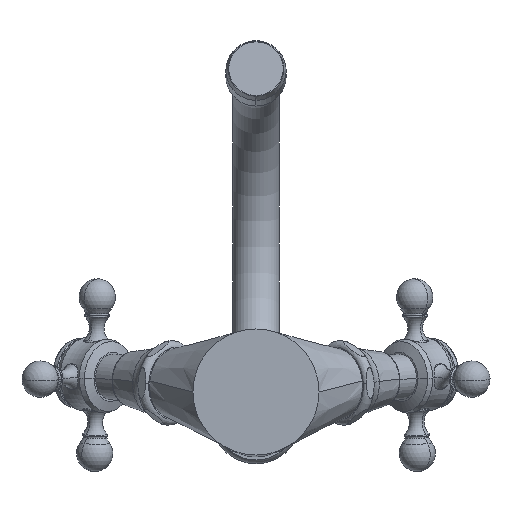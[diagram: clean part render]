
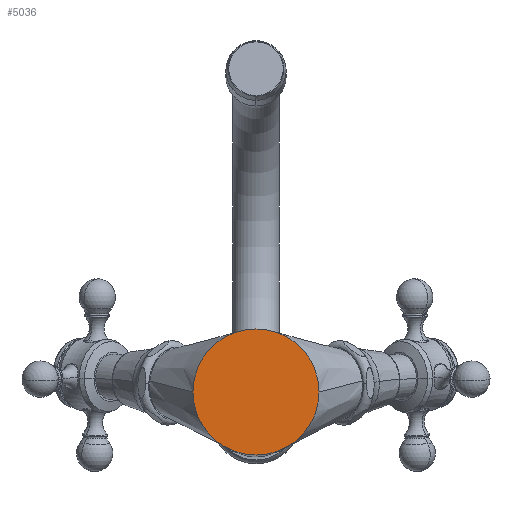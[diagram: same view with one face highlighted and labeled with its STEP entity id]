
A CAD part, front view. The second image highlights one B-rep face of the part: STEP entity #5036.
In plain terms, the highlighted planar face has unit normal (0, -1, 0).
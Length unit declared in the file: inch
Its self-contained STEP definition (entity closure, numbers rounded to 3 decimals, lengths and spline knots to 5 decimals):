
#1035=CARTESIAN_POINT('',(0.46438,0.,
-0.82875));
#1882=CARTESIAN_POINT('',(-0.95,0.,0.));
#1883=CARTESIAN_POINT('',(-0.95,0.,-0.12435));
#1884=CARTESIAN_POINT('',(-0.90052,0.,-0.37302));
#1885=CARTESIAN_POINT('',(-0.71045,0.,-0.65752));
#1886=CARTESIAN_POINT('',(-0.5401,0.,-0.78628));
#1887=CARTESIAN_POINT('',(-0.46422,0.,-0.82884));
#1892=CARTESIAN_POINT('',(0.,0.,
0.95));
#1893=CARTESIAN_POINT('',(-0.12436,0.,
0.95));
#1894=CARTESIAN_POINT('',(-0.37301,0.,
0.90053));
#1895=CARTESIAN_POINT('',(-0.68924,0.,
0.68924));
#1896=CARTESIAN_POINT('',(-0.90053,0.,
0.37301));
#1897=CARTESIAN_POINT('',(-0.95,0.,0.12435));
#1898=CARTESIAN_POINT('',(-0.95,0.,0.));
#1903=CARTESIAN_POINT('',(0.,0.,
0.95));
#1904=CARTESIAN_POINT('',(0.12435,0.,
0.95));
#1905=CARTESIAN_POINT('',(0.37301,0.,
0.90053));
#1906=CARTESIAN_POINT('',(0.68924,0.,
0.68924));
#1907=CARTESIAN_POINT('',(0.90053,0.,
0.37301));
#1908=CARTESIAN_POINT('',(0.95,0.,0.12435));
#1909=CARTESIAN_POINT('',(0.95,0.,0.));
#1914=CARTESIAN_POINT('',(0.95,0.,0.));
#1915=CARTESIAN_POINT('',(0.95,0.,-0.12435));
#1916=CARTESIAN_POINT('',(0.90052,0.,
-0.37302));
#1917=CARTESIAN_POINT('',(0.71047,0.,
-0.65748));
#1918=CARTESIAN_POINT('',(0.5402,0.,
-0.78621));
#1919=CARTESIAN_POINT('',(0.46438,0.,
-0.82875));
#1924=CARTESIAN_POINT('',(-0.46422,0.,-0.82884));
#1925=CARTESIAN_POINT('',(-0.438,0.,-0.84353));
#1926=CARTESIAN_POINT('',(-0.37233,0.,
-0.87634));
#1927=CARTESIAN_POINT('',(-0.26228,0.,
-0.91619));
#1928=CARTESIAN_POINT('',(-0.15518,0.,
-0.93905));
#1929=CARTESIAN_POINT('',(-0.06721,0.,
-0.9484));
#1930=CARTESIAN_POINT('',(0.,0.,
-0.9508));
#1931=CARTESIAN_POINT('',(0.06721,0.,
-0.9484));
#1932=CARTESIAN_POINT('',(0.15518,0.,
-0.93905));
#1933=CARTESIAN_POINT('',(0.26228,0.,
-0.91619));
#1934=CARTESIAN_POINT('',(0.37239,0.,
-0.87632));
#1935=CARTESIAN_POINT('',(0.43811,0.,
-0.84347));
#1936=CARTESIAN_POINT('',(0.46438,0.,
-0.82875));
#3355=VERTEX_POINT('',#1903);
#3356=VERTEX_POINT('',#1909);
#3361=VERTEX_POINT('',#1898);
#3362=VERTEX_POINT('',#1035);
#3383=VERTEX_POINT('',#1887);
#5021=CARTESIAN_POINT('',(0.,0.,0.));
#5022=DIRECTION('',(0.,1.,0.));
#5023=DIRECTION('',(-1.,0.,0.));
#5024=AXIS2_PLACEMENT_3D('',#5021,#5022,#5023);
#5025=PLANE('',#5024);
#5027=ORIENTED_EDGE('',*,*,#5026,.F.);
#5029=ORIENTED_EDGE('',*,*,#5028,.F.);
#5030=ORIENTED_EDGE('',*,*,#5015,.T.);
#5031=ORIENTED_EDGE('',*,*,#4570,.T.);
#5033=ORIENTED_EDGE('',*,*,#5032,.F.);
#5034=EDGE_LOOP('',(#5027,#5029,#5030,#5031,#5033));
#5035=FACE_OUTER_BOUND('',#5034,.F.);
#1888=B_SPLINE_CURVE_WITH_KNOTS('',3,(#1882,#1883,#1884,#1885,#1886,#1887),
.UNSPECIFIED.,.F.,.F.,(4,1,1,4),(0.,0.37043,0.74085,1.),
.UNSPECIFIED.);
#1899=B_SPLINE_CURVE_WITH_KNOTS('',3,(#1892,#1893,#1894,#1895,#1896,#1897,
#1898),.UNSPECIFIED.,.F.,.F.,(4,1,1,1,4),(0.,0.25,0.5,0.75,1.),
.UNSPECIFIED.);
#1910=B_SPLINE_CURVE_WITH_KNOTS('',3,(#1903,#1904,#1905,#1906,#1907,#1908,
#1909),.UNSPECIFIED.,.F.,.F.,(4,1,1,1,4),(0.,0.25,0.5,0.75,1.),
.UNSPECIFIED.);
#1920=B_SPLINE_CURVE_WITH_KNOTS('',3,(#1914,#1915,#1916,#1917,#1918,#1919),
.UNSPECIFIED.,.F.,.F.,(4,1,1,4),(0.,0.37049,0.74098,1.),
.UNSPECIFIED.);
#1937=B_SPLINE_CURVE_WITH_KNOTS('',3,(#1924,#1925,#1926,#1927,#1928,#1929,#1930,
#1931,#1932,#1933,#1934,#1935,#1936),.UNSPECIFIED.,.F.,.F.,(4,1,1,1,1,1,1,1,1,1,
4),(0.,0.09325,0.2288,0.36435,
0.43213,0.49991,0.56768,0.63546,
0.77101,0.90656,1.),.UNSPECIFIED.);
#4570=EDGE_CURVE('',#3356,#3362,#1920,.T.);
#5015=EDGE_CURVE('',#3355,#3356,#1910,.T.);
#5026=EDGE_CURVE('',#3361,#3383,#1888,.T.);
#5028=EDGE_CURVE('',#3355,#3361,#1899,.T.);
#5032=EDGE_CURVE('',#3383,#3362,#1937,.T.);
#5036=ADVANCED_FACE('',(#5035),#5025,.F.);
